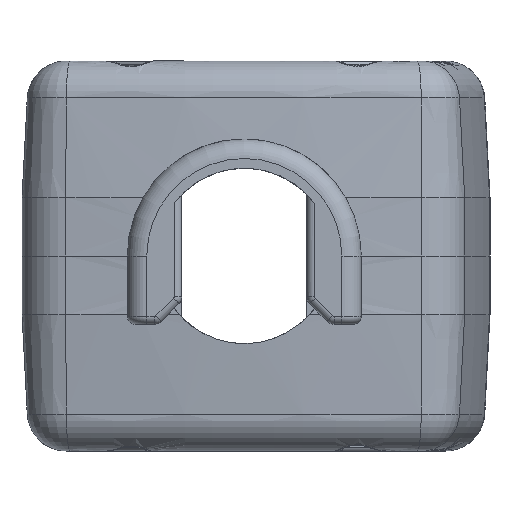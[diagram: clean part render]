
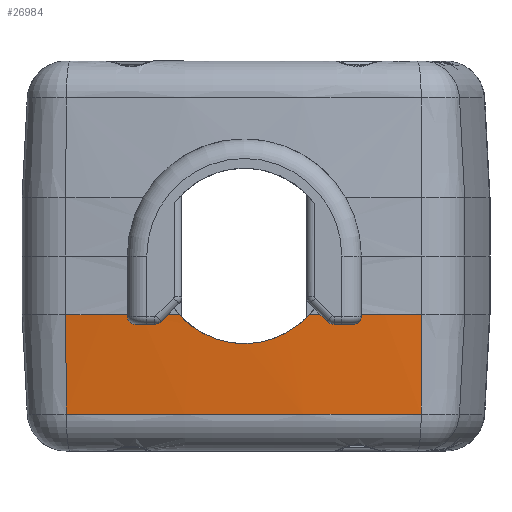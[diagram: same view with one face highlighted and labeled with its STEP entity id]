
A CAD part, front view. The second image highlights one B-rep face of the part: STEP entity #26984.
In plain terms, the highlighted conical face has half-angle 3 degrees and reference radius 90 mm.
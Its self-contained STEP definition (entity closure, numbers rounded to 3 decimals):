
#82=CONICAL_SURFACE('',#28618,90.,0.052);
#502=CIRCLE('',#28586,89.732);
#512=CIRCLE('',#28617,90.);
#513=CIRCLE('',#28619,90.);
#1058=B_SPLINE_CURVE_WITH_KNOTS('',3,(#40971,#40972,#40973,#40974,#40975),
 .UNSPECIFIED.,.F.,.F.,(4,1,4),(0.,0.004,
0.008),.UNSPECIFIED.);
#3451=ORIENTED_EDGE('',*,*,#10974,.T.);
#3452=ORIENTED_EDGE('',*,*,#10975,.T.);
#3453=ORIENTED_EDGE('',*,*,#10664,.T.);
#3454=ORIENTED_EDGE('',*,*,#10973,.F.);
#3455=ORIENTED_EDGE('',*,*,#10976,.T.);
#3456=ORIENTED_EDGE('',*,*,#10924,.F.);
#10664=EDGE_CURVE('',#14540,#14539,#1058,.T.);
#10924=EDGE_CURVE('',#14733,#14726,#502,.T.);
#10973=EDGE_CURVE('',#14760,#14539,#512,.T.);
#10974=EDGE_CURVE('',#14733,#14761,#17472,.T.);
#10975=EDGE_CURVE('',#14761,#14540,#513,.T.);
#10976=EDGE_CURVE('',#14760,#14726,#17473,.T.);
#14539=VERTEX_POINT('',#40970);
#14540=VERTEX_POINT('',#40976);
#14726=VERTEX_POINT('',#41520);
#14733=VERTEX_POINT('',#41551);
#14760=VERTEX_POINT('',#41680);
#14761=VERTEX_POINT('',#41684);
#17472=LINE('',#41683,#20435);
#17473=LINE('',#41686,#20436);
#20435=VECTOR('',#31780,1000.);
#20436=VECTOR('',#31783,1000.);
#22888=EDGE_LOOP('',(#3451,#3452,#3453,#3454,#3455,#3456));
#24451=FACE_BOUND('',#22888,.T.);
#26984=ADVANCED_FACE('',(#24451),#82,.T.);
#28586=AXIS2_PLACEMENT_3D('',#41552,#31679,#31680);
#28617=AXIS2_PLACEMENT_3D('',#41681,#31776,#31777);
#28618=AXIS2_PLACEMENT_3D('',#41682,#31778,#31779);
#28619=AXIS2_PLACEMENT_3D('',#41685,#31781,#31782);
#31679=DIRECTION('',(0.,0.,-1.));
#31680=DIRECTION('',(1.,0.,0.));
#31776=DIRECTION('',(0.,0.,1.));
#31777=DIRECTION('',(-1.,0.,0.));
#31778=DIRECTION('',(0.,0.,1.));
#31779=DIRECTION('',(1.,0.,0.));
#31780=DIRECTION('',(0.005,-0.052,0.999));
#31781=DIRECTION('',(0.,0.,-1.));
#31782=DIRECTION('',(1.,0.,0.));
#31783=DIRECTION('',(0.005,0.052,-0.999));
#40970=CARTESIAN_POINT('',(9.546,-17.934,0.));
#40971=CARTESIAN_POINT('',(16.254,-17.941,0.));
#40972=CARTESIAN_POINT('',(15.405,-17.922,-0.949));
#40973=CARTESIAN_POINT('',(12.9,-17.923,-2.051));
#40974=CARTESIAN_POINT('',(10.395,-17.917,-0.949));
#40975=CARTESIAN_POINT('',(9.546,-17.934,0.));
#40976=CARTESIAN_POINT('',(16.254,-17.941,0.));
#41520=CARTESIAN_POINT('',(3.77,-17.257,-5.105));
#41551=CARTESIAN_POINT('',(21.97,-17.283,-5.105));
#41552=CARTESIAN_POINT('',(13.,72.,-5.105));
#41680=CARTESIAN_POINT('',(3.743,-17.523,0.));
#41681=CARTESIAN_POINT('',(13.,72.,0.));
#41682=CARTESIAN_POINT('',(13.,72.,0.));
#41683=CARTESIAN_POINT('',(21.997,-17.549,0.));
#41684=CARTESIAN_POINT('',(21.997,-17.549,0.));
#41685=CARTESIAN_POINT('',(13.,72.,0.));
#41686=CARTESIAN_POINT('',(3.743,-17.523,0.));
